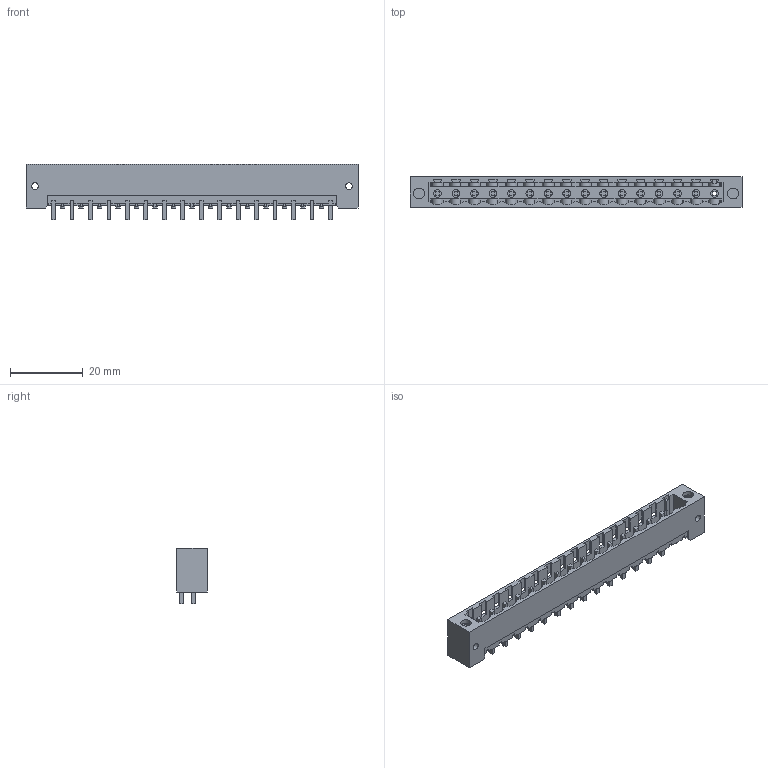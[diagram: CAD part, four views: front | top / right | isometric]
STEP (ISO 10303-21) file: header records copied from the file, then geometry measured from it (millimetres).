
FILE_DESCRIPTION(('CATIA V5 STEP Exchange','CAx-IF Rec.Pracs.--- Model Styling and Organization---1.2---2011-12-15'),'2;1');
FILE_NAME ('D1456757_0_1820640000_1820640000.stp','2018-03-21T16:05:34+00:00',('none'),('Weidmueller'),'CATIA Version 5-6 Release 2014','CATIA V5 STEP AP214','none');
FILE_SCHEMA(('AUTOMOTIVE_DESIGN { 1 0 10303 214 1 1 1 1 }'));
Length unit declared in the file: millimetre
Products named in the file (1): 1820640000
Bounding box: 91.28 x 8.43 x 15.2 mm (x, y, z)
Volume: 3340.9 mm3; surface area: 8014.1 mm2
Topology: 17 solids, 17 shells, 993 faces, 3137 edges, 2153 vertices
Faces by surface type: plane 812, cylinder 165, extrusion 16
Entity records: 35530 total; most frequent: CARTESIAN_POINT 8075, ORIENTED_EDGE 6274, DIRECTION 4778, EDGE_CURVE 3137, VECTOR 2544, LINE 2528, VERTEX_POINT 2153, AXIS2_PLACEMENT_3D 1257
